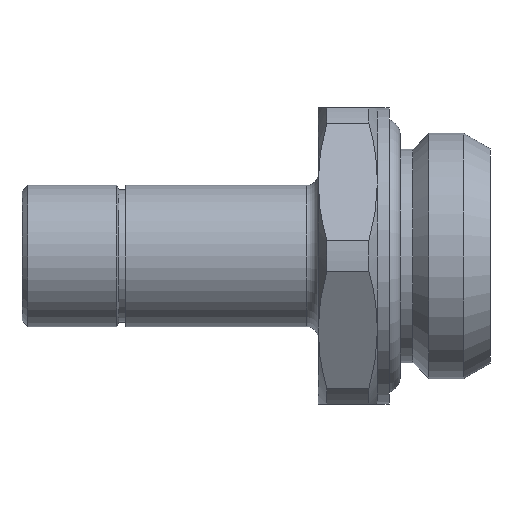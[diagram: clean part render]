
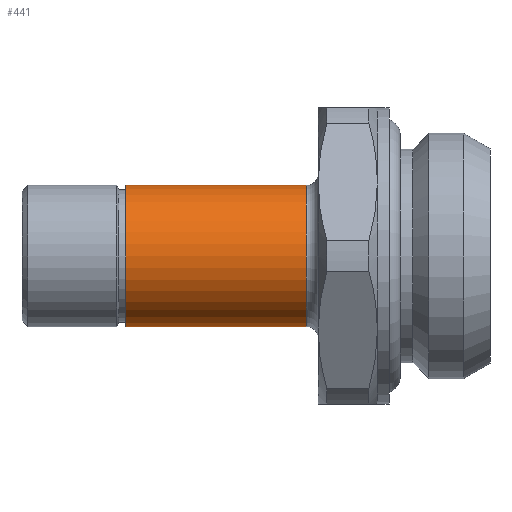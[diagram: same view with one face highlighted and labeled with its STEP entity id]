
A CAD part, left-side view. The second image highlights one B-rep face of the part: STEP entity #441.
In plain terms, the highlighted cylindrical face has radius 5.975 mm (diameter 11.95 mm), a partial arc.
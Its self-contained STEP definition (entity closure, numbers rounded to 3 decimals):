
#43 = VERTEX_POINT ( 'NONE', #1382 ) ;
#64 = VERTEX_POINT ( 'NONE', #1448 ) ;
#74 = EDGE_CURVE ( 'NONE', #64, #90, #1437, .T. ) ;
#78 = EDGE_CURVE ( 'NONE', #43, #90, #1431, .T. ) ;
#88 = EDGE_CURVE ( 'NONE', #92, #43, #1424, .T. ) ;
#90 = VERTEX_POINT ( 'NONE', #1481 ) ;
#92 = VERTEX_POINT ( 'NONE', #1488 ) ;
#433 = ORIENTED_EDGE ( 'NONE', *, *, #74, .T. ) ;
#436 = ORIENTED_EDGE ( 'NONE', *, *, #78, .F. ) ;
#441 = ADVANCED_FACE ( 'NONE', ( #861 ), #867, .T. ) ;
#506 = ORIENTED_EDGE ( 'NONE', *, *, #507, .T. ) ;
#507 = EDGE_CURVE ( 'NONE', #92, #64, #1019, .T. ) ;
#515 = EDGE_LOOP ( 'NONE', ( #517, #506, #433, #436 ) ) ;
#517 = ORIENTED_EDGE ( 'NONE', *, *, #88, .F. ) ;
#853 = DIRECTION ( 'NONE',  ( 0., 0., -1. ) ) ;
#854 = DIRECTION ( 'NONE',  ( 0., -1., 0. ) ) ;
#861 = FACE_OUTER_BOUND ( 'NONE', #515, .T. ) ;
#867 = CYLINDRICAL_SURFACE ( 'NONE', #870, 5.975 ) ;
#870 = AXIS2_PLACEMENT_3D ( 'NONE', #880, #854, #853 ) ;
#880 = CARTESIAN_POINT ( 'NONE',  ( 0., 0., 0. ) ) ;
#994 = DIRECTION ( 'NONE',  ( 0., 0., -1. ) ) ;
#995 = DIRECTION ( 'NONE',  ( 0., -1., 0. ) ) ;
#996 = CARTESIAN_POINT ( 'NONE',  ( 0., 30.725, 0. ) ) ;
#997 = AXIS2_PLACEMENT_3D ( 'NONE', #996, #995, #994 ) ;
#1019 = CIRCLE ( 'NONE', #997, 5.975 ) ;
#1382 = CARTESIAN_POINT ( 'NONE',  ( 0., 15.5, 5.975 ) ) ;
#1421 = DIRECTION ( 'NONE',  ( 0., -1., 0. ) ) ;
#1422 = VECTOR ( 'NONE', #1421, 1000. ) ;
#1423 = CARTESIAN_POINT ( 'NONE',  ( 0., 0., 5.975 ) ) ;
#1424 = LINE ( 'NONE', #1423, #1422 ) ;
#1427 = DIRECTION ( 'NONE',  ( 0., 0., -1. ) ) ;
#1428 = DIRECTION ( 'NONE',  ( 0., -1., 0. ) ) ;
#1429 = CARTESIAN_POINT ( 'NONE',  ( 0., 15.5, 0. ) ) ;
#1430 = AXIS2_PLACEMENT_3D ( 'NONE', #1429, #1428, #1427 ) ;
#1431 = CIRCLE ( 'NONE', #1430, 5.975 ) ;
#1434 = DIRECTION ( 'NONE',  ( 0., -1., 0. ) ) ;
#1435 = VECTOR ( 'NONE', #1434, 1000. ) ;
#1436 = CARTESIAN_POINT ( 'NONE',  ( 0., 0., -5.975 ) ) ;
#1437 = LINE ( 'NONE', #1436, #1435 ) ;
#1448 = CARTESIAN_POINT ( 'NONE',  ( 0., 30.725, -5.975 ) ) ;
#1481 = CARTESIAN_POINT ( 'NONE',  ( 0., 15.5, -5.975 ) ) ;
#1488 = CARTESIAN_POINT ( 'NONE',  ( 0., 30.725, 5.975 ) ) ;
